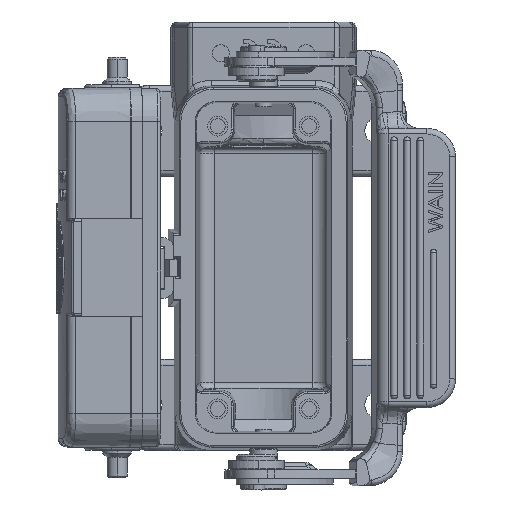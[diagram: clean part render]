
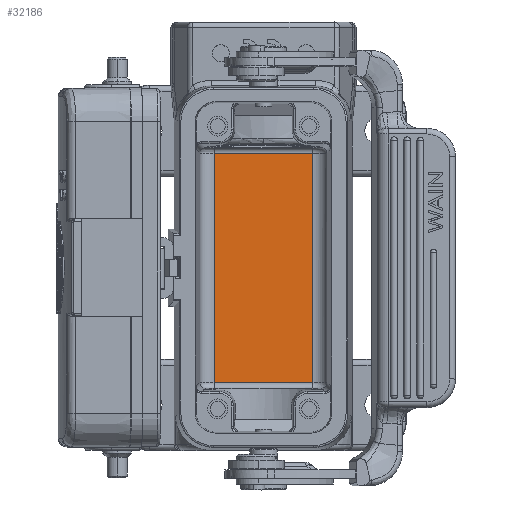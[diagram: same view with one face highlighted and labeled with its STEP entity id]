
A CAD part, top view. The second image highlights one B-rep face of the part: STEP entity #32186.
In plain terms, the highlighted planar face has unit normal (0, 0, 1).
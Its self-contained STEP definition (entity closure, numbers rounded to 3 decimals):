
#4601=CARTESIAN_POINT('',(16.345,59.04,-65.522));
#4603=DIRECTION('',(0.,-1.,0.));
#4604=VECTOR('',#4603,40.18);
#4605=CARTESIAN_POINT('',(16.345,59.04,-65.522));
#4606=LINE('',#4605,#4604);
#4619=DIRECTION('',(-1.,0.,0.));
#4620=VECTOR('',#4619,17.311);
#4621=CARTESIAN_POINT('',(33.656,59.043,-65.522));
#4622=LINE('',#4621,#4620);
#4705=DIRECTION('',(0.,1.,0.));
#4706=VECTOR('',#4705,40.183);
#4707=CARTESIAN_POINT('',(33.656,18.86,-65.522));
#4708=LINE('',#4707,#4706);
#4731=DIRECTION('',(1.,0.,0.));
#4732=VECTOR('',#4731,17.311);
#4733=CARTESIAN_POINT('',(16.345,18.86,-65.522));
#4734=LINE('',#4733,#4732);
#24060=VERTEX_POINT('',#4601);
#24061=CARTESIAN_POINT('',(16.345,18.86,
-65.522));
#24062=VERTEX_POINT('',#24061);
#24064=CARTESIAN_POINT('',(33.656,59.043,
-65.522));
#24065=VERTEX_POINT('',#24064);
#24066=CARTESIAN_POINT('',(33.656,18.86,
-65.522));
#24067=VERTEX_POINT('',#24066);
#32172=CARTESIAN_POINT('',(25.001,38.952,
-65.522));
#32173=DIRECTION('',(0.,0.,1.));
#32174=DIRECTION('',(1.,0.,0.));
#32175=AXIS2_PLACEMENT_3D('',#32172,#32173,#32174);
#32176=PLANE('',#32175);
#32177=ORIENTED_EDGE('',*,*,#32163,.F.);
#32179=ORIENTED_EDGE('',*,*,#32178,.F.);
#32181=ORIENTED_EDGE('',*,*,#32180,.F.);
#32183=ORIENTED_EDGE('',*,*,#32182,.F.);
#32184=EDGE_LOOP('',(#32177,#32179,#32181,#32183));
#32185=FACE_OUTER_BOUND('',#32184,.F.);
#32186=ADVANCED_FACE('',(#32185),#32176,.T.);
#32163=EDGE_CURVE('',#24060,#24062,#4606,.T.);
#32178=EDGE_CURVE('',#24065,#24060,#4622,.T.);
#32180=EDGE_CURVE('',#24067,#24065,#4708,.T.);
#32182=EDGE_CURVE('',#24062,#24067,#4734,.T.);
